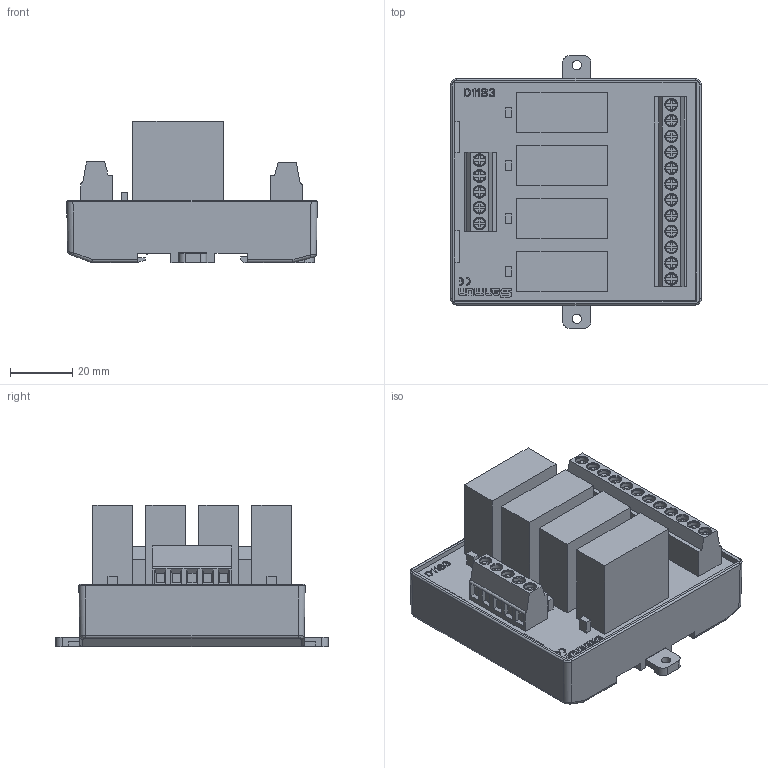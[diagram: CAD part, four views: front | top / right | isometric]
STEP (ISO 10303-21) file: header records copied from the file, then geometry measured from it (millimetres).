
FILE_DESCRIPTION(/* description */ (''),/* implementation_level */ '2;1');
FILE_NAME(/* name */ 'D1183-E.stp',/* time_stamp */ '2024-08-16T09:10:41+08:00',/* author */ (''),/* organization */ (''),/* preprocessor_version */ 'ST-DEVELOPER v14',/* originating_system */ 'SIEMENS PLM Software NX 8.0',/* authorisation */ '');
FILE_SCHEMA (('AUTOMOTIVE_DESIGN { 1 0 10303 214 3 1 1 1 }'));
Length unit declared in the file: millimetre
Products named in the file (1): Admi12A04B78absj
Bounding box: 80.4 x 87.37 x 45.3 mm (x, y, z)
Volume: 147249.4 mm3; surface area: 37009.8 mm2
Topology: 3 solids, 6 shells, 868 faces, 2262 edges, 1493 vertices
Faces by surface type: plane 661, cylinder 98, torus 51, cone 34, extrusion 14, bspline 10
Full cylindrical faces by diameter (mm): 3 x2, 4.1 x34
Entity records: 28781 total; most frequent: CARTESIAN_POINT 7045, ORIENTED_EDGE 4392, DIRECTION 3880, EDGE_CURVE 2196, VECTOR 1666, LINE 1652, VERTEX_POINT 1482, AXIS2_PLACEMENT_3D 1107
